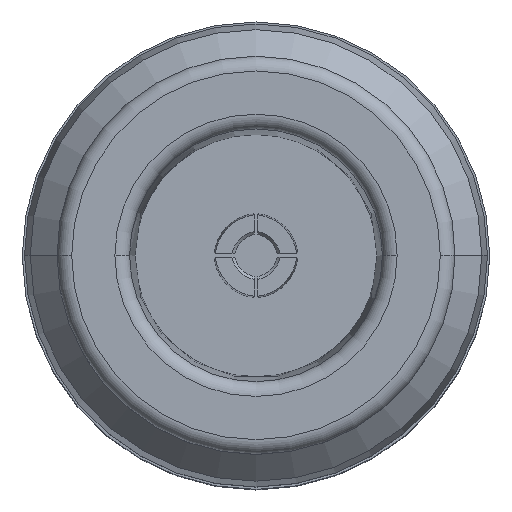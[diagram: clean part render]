
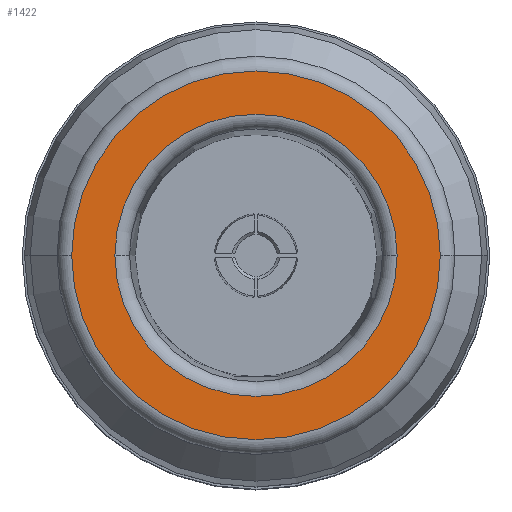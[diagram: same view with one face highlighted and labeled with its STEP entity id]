
A CAD part, top view. The second image highlights one B-rep face of the part: STEP entity #1422.
In plain terms, the highlighted planar face has unit normal (0, 0, 1).
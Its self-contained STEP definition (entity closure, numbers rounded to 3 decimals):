
#9 = ORIENTED_EDGE ( 'NONE', *, *, #2508, .T. ) ;
#190 = VERTEX_POINT ( 'NONE', #3183 ) ;
#542 = AXIS2_PLACEMENT_3D ( 'NONE', #1377, #2967, #2035 ) ;
#574 = EDGE_CURVE ( 'NONE', #1112, #3677, #3650, .T. ) ;
#831 = DIRECTION ( 'NONE',  ( 0., 0., -1. ) ) ;
#869 = CIRCLE ( 'NONE', #2043, 6.25 ) ;
#886 = DIRECTION ( 'NONE',  ( 0., 0., -1. ) ) ;
#934 = EDGE_LOOP ( 'NONE', ( #2208, #9 ) ) ;
#1112 = VERTEX_POINT ( 'NONE', #3917 ) ;
#1129 = CIRCLE ( 'NONE', #3208, 4.785 ) ;
#1377 = CARTESIAN_POINT ( 'NONE',  ( 0., 0., 0. ) ) ;
#1382 = DIRECTION ( 'NONE',  ( -1., 0., 0. ) ) ;
#1422 = ADVANCED_FACE ( 'NONE', ( #2164, #3711 ), #1448, .F. ) ;
#1437 = CARTESIAN_POINT ( 'NONE',  ( 0., 0., 0. ) ) ;
#1448 = PLANE ( 'NONE',  #1549 ) ;
#1504 = ORIENTED_EDGE ( 'NONE', *, *, #1969, .T. ) ;
#1549 = AXIS2_PLACEMENT_3D ( 'NONE', #1743, #831, #3393 ) ;
#1649 = AXIS2_PLACEMENT_3D ( 'NONE', #3901, #1714, #1382 ) ;
#1714 = DIRECTION ( 'NONE',  ( 0., 0., -1. ) ) ;
#1743 = CARTESIAN_POINT ( 'NONE',  ( 0., 0., 0. ) ) ;
#1750 = CARTESIAN_POINT ( 'NONE',  ( 4.785, 0., 0. ) ) ;
#1771 = DIRECTION ( 'NONE',  ( -1., 0., 0. ) ) ;
#1952 = ORIENTED_EDGE ( 'NONE', *, *, #3690, .T. ) ;
#1969 = EDGE_CURVE ( 'NONE', #2539, #190, #3654, .T. ) ;
#2035 = DIRECTION ( 'NONE',  ( -1., 0., 0. ) ) ;
#2043 = AXIS2_PLACEMENT_3D ( 'NONE', #1437, #3651, #1771 ) ;
#2164 = FACE_BOUND ( 'NONE', #934, .T. ) ;
#2208 = ORIENTED_EDGE ( 'NONE', *, *, #574, .T. ) ;
#2508 = EDGE_CURVE ( 'NONE', #3677, #1112, #1129, .T. ) ;
#2539 = VERTEX_POINT ( 'NONE', #3976 ) ;
#2764 = CARTESIAN_POINT ( 'NONE',  ( 0., 0., 0. ) ) ;
#2967 = DIRECTION ( 'NONE',  ( 0., 0., 1. ) ) ;
#3077 = DIRECTION ( 'NONE',  ( -1., 0., 0. ) ) ;
#3183 = CARTESIAN_POINT ( 'NONE',  ( -6.25, 0., 0. ) ) ;
#3208 = AXIS2_PLACEMENT_3D ( 'NONE', #2764, #886, #3077 ) ;
#3232 = EDGE_LOOP ( 'NONE', ( #1952, #1504 ) ) ;
#3393 = DIRECTION ( 'NONE',  ( -1., 0., 0. ) ) ;
#3650 = CIRCLE ( 'NONE', #1649, 4.785 ) ;
#3651 = DIRECTION ( 'NONE',  ( 0., 0., 1. ) ) ;
#3654 = CIRCLE ( 'NONE', #542, 6.25 ) ;
#3677 = VERTEX_POINT ( 'NONE', #1750 ) ;
#3690 = EDGE_CURVE ( 'NONE', #190, #2539, #869, .T. ) ;
#3711 = FACE_OUTER_BOUND ( 'NONE', #3232, .T. ) ;
#3901 = CARTESIAN_POINT ( 'NONE',  ( 0., 0., 0. ) ) ;
#3917 = CARTESIAN_POINT ( 'NONE',  ( -4.785, 0., 0. ) ) ;
#3976 = CARTESIAN_POINT ( 'NONE',  ( 6.25, 0., 0. ) ) ;
